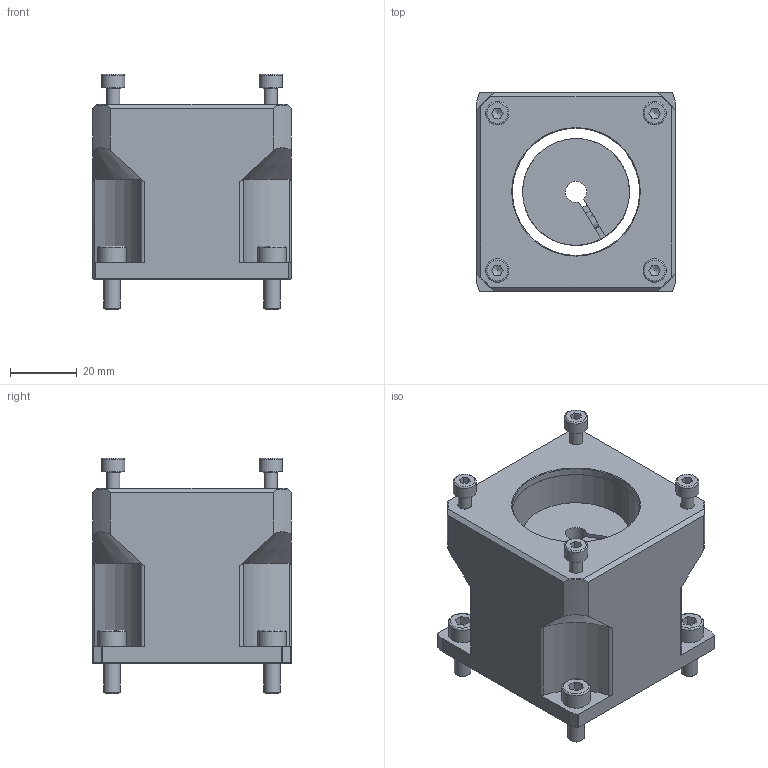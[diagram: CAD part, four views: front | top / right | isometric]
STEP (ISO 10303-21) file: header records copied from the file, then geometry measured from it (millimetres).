
FILE_DESCRIPTION(/* description */ (''),/* implementation_level */ '2;1');
FILE_NAME(/* name */ 'CAD_112537.stp',/* time_stamp */ '2022-06-14T13:36:33+02:00',/* author */ ('ZZupancic'),/* organization */ (''),/* preprocessor_version */ 'ST-DEVELOPER v18',/* originating_system */ 'Autodesk Inventor 2020',/* authorisation */ '');
FILE_SCHEMA (('AUTOMOTIVE_DESIGN { 1 0 10303 214 3 1 1 }'));
Length unit declared in the file: millimetre
Products named in the file (1): VK MG 60 T1 KPL
Bounding box: 59.5 x 59.5 x 70.5 mm (x, y, z)
Volume: 127756.9 mm3; surface area: 34706.7 mm2
Topology: 2 solids, 2 shells, 330 faces, 918 edges, 608 vertices
Faces by surface type: plane 170, cylinder 92, cone 48, torus 20
Full cylindrical faces by diameter (mm): 4 x4, 5 x4, 5.5 x4, 7 x4, 8.5 x4, 14 x1, 38.1 x1, 39 x1, 42 x1
Entity records: 11232 total; most frequent: CARTESIAN_POINT 2341, ORIENTED_EDGE 1804, DIRECTION 1792, EDGE_CURVE 902, AXIS2_PLACEMENT_3D 659, VERTEX_POINT 608, LINE 474, VECTOR 474
